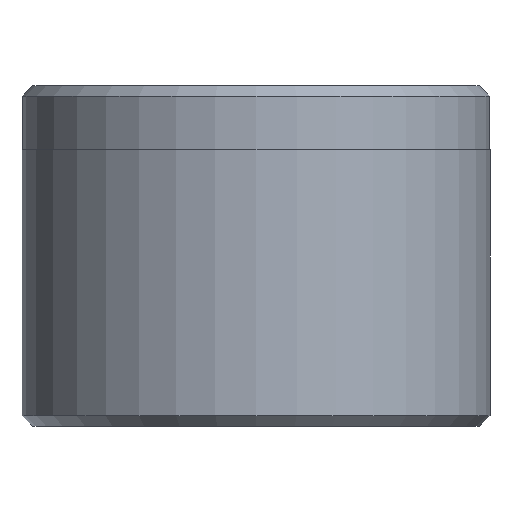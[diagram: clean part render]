
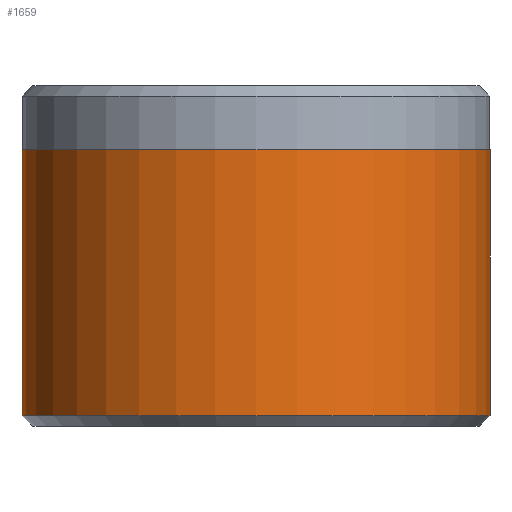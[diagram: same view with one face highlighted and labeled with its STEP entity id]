
A CAD part, front view. The second image highlights one B-rep face of the part: STEP entity #1659.
In plain terms, the highlighted cylindrical face has radius 11 mm (diameter 22 mm), a partial arc.
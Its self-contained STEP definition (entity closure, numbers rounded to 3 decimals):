
#29 = CARTESIAN_POINT ( 'NONE',  ( -11., 0., 0.5 ) ) ;
#73 = EDGE_CURVE ( 'NONE', #1731, #807, #535, .T. ) ;
#111 = CARTESIAN_POINT ( 'NONE',  ( -11., 0., 13. ) ) ;
#159 = DIRECTION ( 'NONE',  ( 0., 0., 1. ) ) ;
#174 = ORIENTED_EDGE ( 'NONE', *, *, #654, .F. ) ;
#243 = DIRECTION ( 'NONE',  ( -1., 0., 0. ) ) ;
#275 = DIRECTION ( 'NONE',  ( 0., 0., 1. ) ) ;
#281 = CARTESIAN_POINT ( 'NONE',  ( 11., 0., 13. ) ) ;
#390 = DIRECTION ( 'NONE',  ( 0., 0., -1. ) ) ;
#418 = DIRECTION ( 'NONE',  ( 0., 0., -1. ) ) ;
#425 = AXIS2_PLACEMENT_3D ( 'NONE', #1074, #275, #1201 ) ;
#528 = LINE ( 'NONE', #1459, #1170 ) ;
#535 = LINE ( 'NONE', #1381, #1558 ) ;
#549 = CARTESIAN_POINT ( 'NONE',  ( 0., 0., 13. ) ) ;
#556 = FACE_OUTER_BOUND ( 'NONE', #840, .T. ) ;
#654 = EDGE_CURVE ( 'NONE', #1731, #1216, #1208, .T. ) ;
#734 = VERTEX_POINT ( 'NONE', #1220 ) ;
#776 = AXIS2_PLACEMENT_3D ( 'NONE', #549, #159, #1622 ) ;
#807 = VERTEX_POINT ( 'NONE', #29 ) ;
#840 = EDGE_LOOP ( 'NONE', ( #1158, #174, #1714, #1138 ) ) ;
#858 = CYLINDRICAL_SURFACE ( 'NONE', #1153, 11. ) ;
#1074 = CARTESIAN_POINT ( 'NONE',  ( 0., 0., 0.5 ) ) ;
#1138 = ORIENTED_EDGE ( 'NONE', *, *, #1161, .T. ) ;
#1153 = AXIS2_PLACEMENT_3D ( 'NONE', #1563, #390, #243 ) ;
#1158 = ORIENTED_EDGE ( 'NONE', *, *, #1192, .F. ) ;
#1161 = EDGE_CURVE ( 'NONE', #807, #734, #1508, .T. ) ;
#1170 = VECTOR ( 'NONE', #418, 1000. ) ;
#1192 = EDGE_CURVE ( 'NONE', #1216, #734, #528, .T. ) ;
#1201 = DIRECTION ( 'NONE',  ( 1., 0., 0. ) ) ;
#1208 = CIRCLE ( 'NONE', #776, 11. ) ;
#1216 = VERTEX_POINT ( 'NONE', #281 ) ;
#1220 = CARTESIAN_POINT ( 'NONE',  ( 11., 0., 0.5 ) ) ;
#1286 = DIRECTION ( 'NONE',  ( 0., 0., -1. ) ) ;
#1381 = CARTESIAN_POINT ( 'NONE',  ( -11., 0., 16. ) ) ;
#1459 = CARTESIAN_POINT ( 'NONE',  ( 11., 0., 16. ) ) ;
#1508 = CIRCLE ( 'NONE', #425, 11. ) ;
#1558 = VECTOR ( 'NONE', #1286, 1000. ) ;
#1563 = CARTESIAN_POINT ( 'NONE',  ( 0., 0., 16. ) ) ;
#1622 = DIRECTION ( 'NONE',  ( 1., 0., 0. ) ) ;
#1659 = ADVANCED_FACE ( 'NONE', ( #556 ), #858, .T. ) ;
#1714 = ORIENTED_EDGE ( 'NONE', *, *, #73, .T. ) ;
#1731 = VERTEX_POINT ( 'NONE', #111 ) ;
